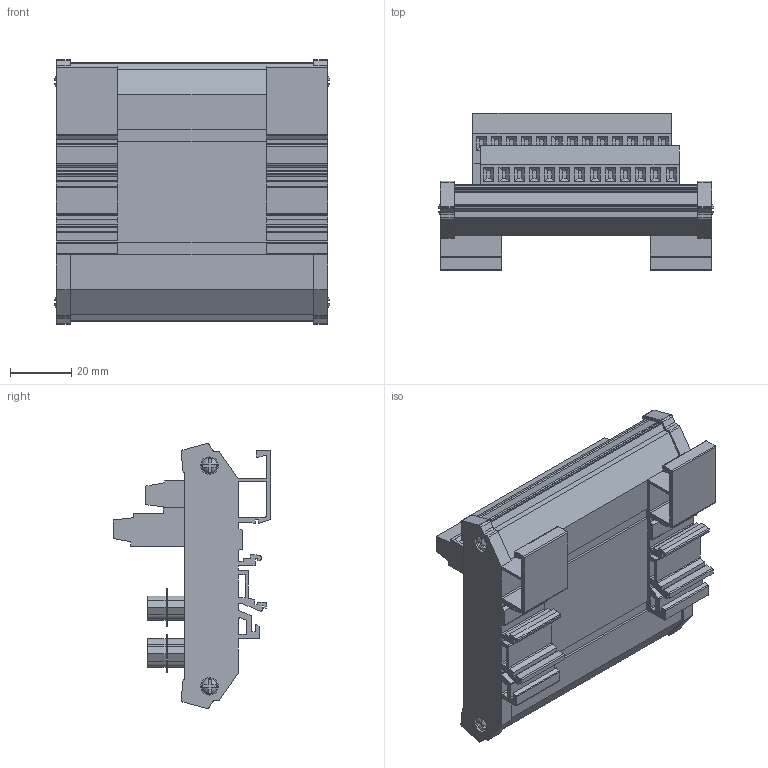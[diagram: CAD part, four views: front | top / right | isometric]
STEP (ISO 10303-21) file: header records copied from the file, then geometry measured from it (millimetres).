
FILE_DESCRIPTION (( 'STEP AP214' ), '1' );
FILE_NAME ('ZL-RTB-DB25.step', '2014-11-13T22:38:49', ( '' ), ( '' ), 'SwSTEP 2.0', 'SolidWorks 2014', '' );
FILE_SCHEMA (( 'AUTOMOTIVE_DESIGN' ));
Length unit declared in the file: inch
Products named in the file (1): ZL-RTB-DB25
Bounding box: 90.33 x 51.56 x 86.87 mm (x, y, z)
Volume: 148544.2 mm3; surface area: 42544.8 mm2
Topology: 1 solids, 5 shells, 1083 faces, 2733 edges, 1802 vertices
Faces by surface type: plane 758, cylinder 317, sphere 8
Entity records: 40892 total; most frequent: DIRECTION 5629, CARTESIAN_POINT 5619, ORIENTED_EDGE 5466, EDGE_CURVE 2733, VECTOR 2005, LINE 2005, AXIS2_PLACEMENT_3D 1812, VERTEX_POINT 1802
